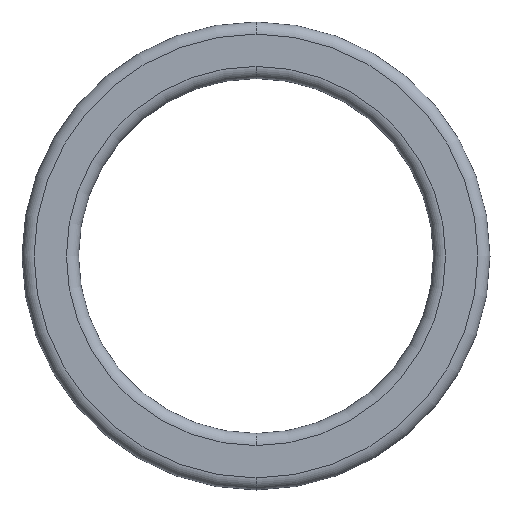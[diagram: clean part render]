
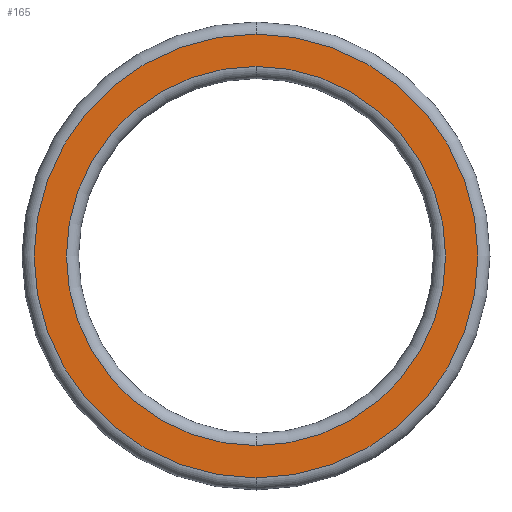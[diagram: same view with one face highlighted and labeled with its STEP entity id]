
A CAD part, front view. The second image highlights one B-rep face of the part: STEP entity #165.
In plain terms, the highlighted planar face has unit normal (0, -1, 0).
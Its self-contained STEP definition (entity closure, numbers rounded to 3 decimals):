
#30 = VERTEX_POINT ( 'NONE', #316 ) ;
#31 = EDGE_CURVE ( 'NONE', #30, #38, #199, .T. ) ;
#38 = VERTEX_POINT ( 'NONE', #213 ) ;
#73 = EDGE_CURVE ( 'NONE', #74, #75, #442, .T. ) ;
#74 = VERTEX_POINT ( 'NONE', #437 ) ;
#75 = VERTEX_POINT ( 'NONE', #436 ) ;
#165 = ADVANCED_FACE ( 'NONE', ( #583, #595 ), #594, .T. ) ;
#171 = EDGE_LOOP ( 'NONE', ( #172, #240 ) ) ;
#172 = ORIENTED_EDGE ( 'NONE', *, *, #31, .T. ) ;
#178 = EDGE_LOOP ( 'NONE', ( #238, #239 ) ) ;
#196 = DIRECTION ( 'NONE',  ( 0., 0., -1. ) ) ;
#197 = DIRECTION ( 'NONE',  ( 0., -1., 0. ) ) ;
#198 = AXIS2_PLACEMENT_3D ( 'NONE', #314, #197, #196 ) ;
#199 = CIRCLE ( 'NONE', #198, 27.5 ) ;
#200 = EDGE_CURVE ( 'NONE', #75, #74, #557, .T. ) ;
#213 = CARTESIAN_POINT ( 'NONE',  ( 0., -3.5, 27.5 ) ) ;
#238 = ORIENTED_EDGE ( 'NONE', *, *, #73, .F. ) ;
#239 = ORIENTED_EDGE ( 'NONE', *, *, #200, .F. ) ;
#240 = ORIENTED_EDGE ( 'NONE', *, *, #241, .T. ) ;
#241 = EDGE_CURVE ( 'NONE', #38, #30, #545, .T. ) ;
#314 = CARTESIAN_POINT ( 'NONE',  ( 0., -3.5, 0. ) ) ;
#316 = CARTESIAN_POINT ( 'NONE',  ( 0., -3.5, -27.5 ) ) ;
#436 = CARTESIAN_POINT ( 'NONE',  ( 0., -3.5, 23.5 ) ) ;
#437 = CARTESIAN_POINT ( 'NONE',  ( 0., -3.5, -23.5 ) ) ;
#438 = DIRECTION ( 'NONE',  ( 0., 0., -1. ) ) ;
#439 = DIRECTION ( 'NONE',  ( 0., -1., 0. ) ) ;
#440 = CARTESIAN_POINT ( 'NONE',  ( 0., -3.5, 0. ) ) ;
#441 = AXIS2_PLACEMENT_3D ( 'NONE', #440, #439, #438 ) ;
#442 = CIRCLE ( 'NONE', #441, 23.5 ) ;
#543 = CARTESIAN_POINT ( 'NONE',  ( 0., -3.5, 0. ) ) ;
#544 = AXIS2_PLACEMENT_3D ( 'NONE', #543, #589, #588 ) ;
#545 = CIRCLE ( 'NONE', #544, 27.5 ) ;
#556 = CARTESIAN_POINT ( 'NONE',  ( 0., -3.5, 0. ) ) ;
#557 = CIRCLE ( 'NONE', #585, 23.5 ) ;
#583 = FACE_OUTER_BOUND ( 'NONE', #171, .T. ) ;
#584 = DIRECTION ( 'NONE',  ( 0., 0., -1. ) ) ;
#585 = AXIS2_PLACEMENT_3D ( 'NONE', #556, #615, #584 ) ;
#588 = DIRECTION ( 'NONE',  ( 0., 0., -1. ) ) ;
#589 = DIRECTION ( 'NONE',  ( 0., -1., 0. ) ) ;
#591 = DIRECTION ( 'NONE',  ( 0., 0., -1. ) ) ;
#592 = DIRECTION ( 'NONE',  ( 0., -1., 0. ) ) ;
#593 = CARTESIAN_POINT ( 'NONE',  ( 23.5, -3.5, 0. ) ) ;
#594 = PLANE ( 'NONE',  #612 ) ;
#595 = FACE_BOUND ( 'NONE', #178, .T. ) ;
#612 = AXIS2_PLACEMENT_3D ( 'NONE', #593, #592, #591 ) ;
#615 = DIRECTION ( 'NONE',  ( 0., -1., 0. ) ) ;
